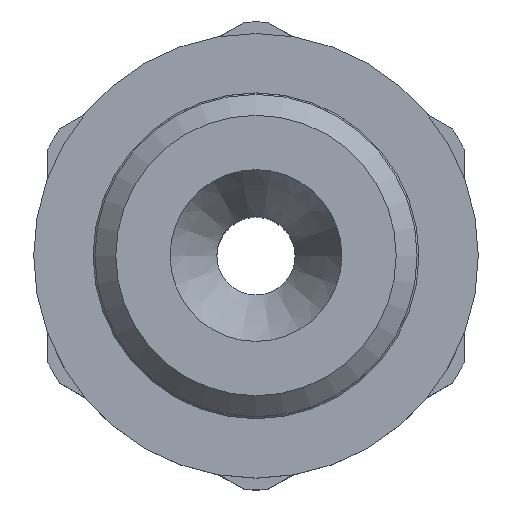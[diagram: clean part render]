
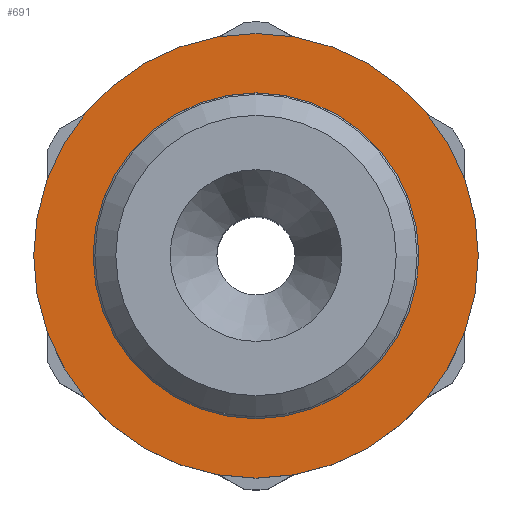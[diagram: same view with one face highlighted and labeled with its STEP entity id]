
A CAD part, top view. The second image highlights one B-rep face of the part: STEP entity #691.
In plain terms, the highlighted planar face has unit normal (0, 0, 1).
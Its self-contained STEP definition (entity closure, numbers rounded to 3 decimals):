
#104=CIRCLE('',#794,9.075);
#106=CIRCLE('',#797,6.65);
#229=ORIENTED_EDGE('',*,*,#364,.T.);
#230=ORIENTED_EDGE('',*,*,#362,.F.);
#362=EDGE_CURVE('',#424,#424,#104,.T.);
#364=EDGE_CURVE('',#426,#426,#106,.T.);
#424=VERTEX_POINT('',#1248);
#426=VERTEX_POINT('',#1253);
#533=EDGE_LOOP('',(#229));
#534=EDGE_LOOP('',(#230));
#611=FACE_BOUND('',#533,.T.);
#612=FACE_BOUND('',#534,.T.);
#648=PLANE('',#796);
#691=ADVANCED_FACE('',(#611,#612),#648,.T.);
#794=AXIS2_PLACEMENT_3D('',#1247,#994,#995);
#796=AXIS2_PLACEMENT_3D('',#1251,#998,#999);
#797=AXIS2_PLACEMENT_3D('',#1252,#1000,#1001);
#994=DIRECTION('',(0.,0.,-1.));
#995=DIRECTION('',(-1.,0.,0.));
#998=DIRECTION('',(0.,0.,1.));
#999=DIRECTION('',(1.,0.,0.));
#1000=DIRECTION('',(0.,0.,-1.));
#1001=DIRECTION('',(-1.,0.,0.));
#1247=CARTESIAN_POINT('',(0.,0.,-5.8));
#1248=CARTESIAN_POINT('',(-9.075,0.,-5.8));
#1251=CARTESIAN_POINT('',(0.,9.075,-5.8));
#1252=CARTESIAN_POINT('',(0.,0.,-5.8));
#1253=CARTESIAN_POINT('',(-6.65,0.,-5.8));
